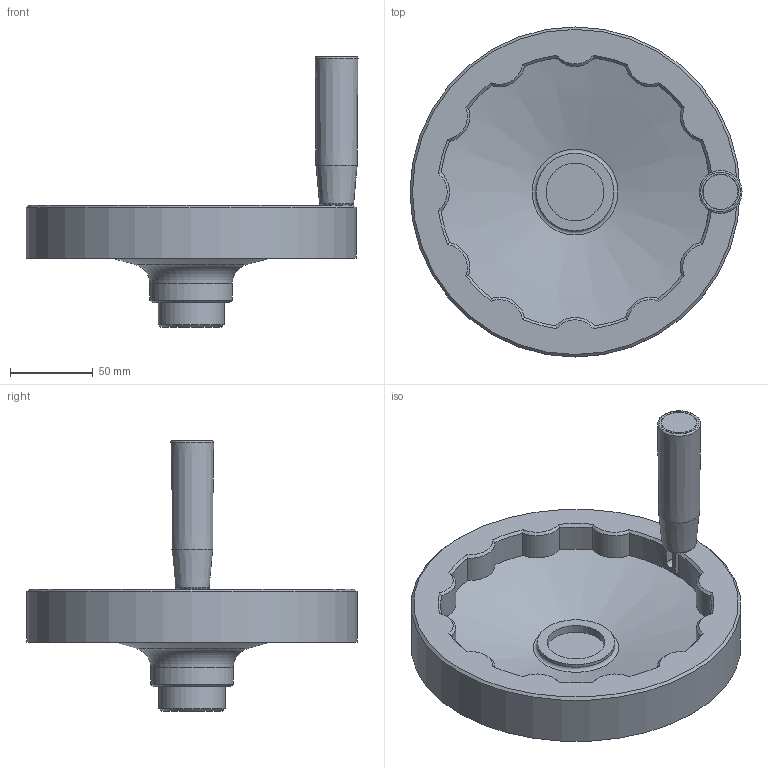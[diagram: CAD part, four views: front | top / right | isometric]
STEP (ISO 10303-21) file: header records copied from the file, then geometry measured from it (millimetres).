
FILE_DESCRIPTION( ( 'Unknown' ), '1' );
FILE_NAME( '6381020_SHA200_MRP.stp', 'Unknown', ( 'Unknown' ), ( 'Unknown' ), 'PSStep 11.0', 'Unknown', ' ' );
FILE_SCHEMA( ( 'AUTOMOTIVE_DESIGN { 1 0 10303 214 1 1 1 1 }' ) );
Length unit declared in the file: millimetre
Products named in the file (1): 1831151
Bounding box: 201.17 x 200 x 164 mm (x, y, z)
Volume: 451786.2 mm3; surface area: 153677.6 mm2
Topology: 1 solids, 5 shells, 282 faces, 752 edges, 472 vertices
Faces by surface type: plane 141, cone 68, cylinder 62, torus 8, bspline 2, sphere 1
Full cylindrical faces by diameter (mm): 3 x2, 3.5 x1, 4.917 x1, 6 x2, 6.95 x1, 7 x2, 7.03 x1, 10 x1, 10.8 x1, 11 x2, 11.5 x1, 11.52 x1, 12.6 x1, 14.5 x1, 17.28 x1, 21.6 x2, 35 x1, 40 x1, 47 x1, 50 x1, 190 x1, 200 x1
Entity records: 12521 total; most frequent: CARTESIAN_POINT 3593, DIRECTION 1426, ORIENTED_EDGE 1328, EDGE_CURVE 664, AXIS2_PLACEMENT_3D 582, VERTEX_POINT 438, EDGE_LOOP 359, FACE_OUTER_BOUND 316
